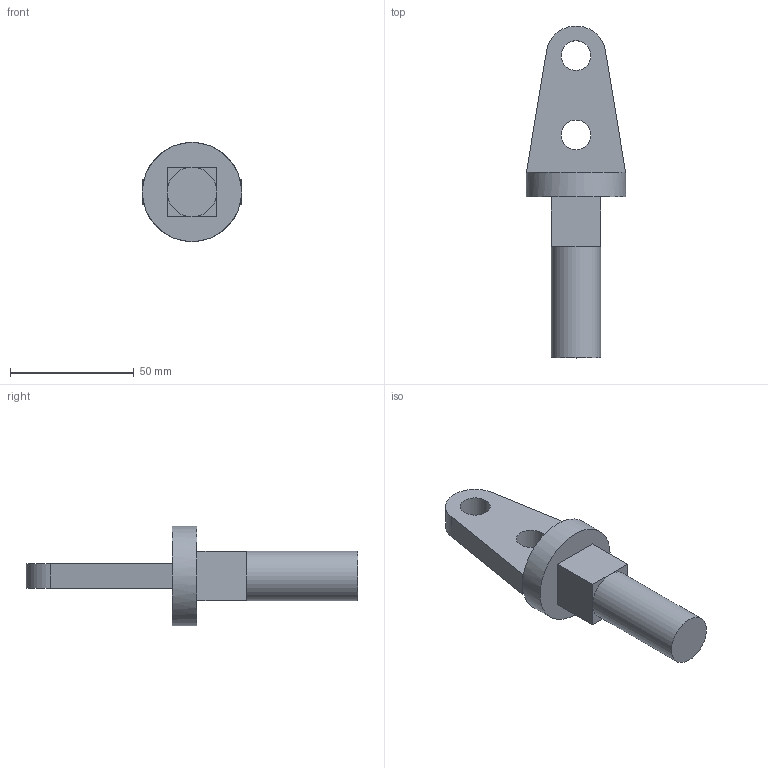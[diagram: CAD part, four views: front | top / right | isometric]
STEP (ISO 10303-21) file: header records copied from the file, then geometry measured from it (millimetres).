
FILE_DESCRIPTION(/* description */ (''),/* implementation_level */ '2;1');
FILE_NAME(/* name */ 'rams5v1.step',/* time_stamp */ '2022-07-14T23:08:49+05:30',/* author */ (''),/* organization */ (''),/* preprocessor_version */ 'ST-DEVELOPER v19',/* originating_system */ 'Autodesk Translation Framework v11.7.0.108',/* authorisation */ '');
FILE_SCHEMA (('AUTOMOTIVE_DESIGN { 1 0 10303 214 3 1 1 }'));
Length unit declared in the file: millimetre
Products named in the file (2): Ramsbottom; ramsbottom valve prt
Assembly tree (1 placements, depth 2):
  Ramsbottom
    ramsbottom valve prt
Bounding box: 40 x 133.96 x 40 mm (x, y, z)
Volume: 49823.5 mm3; surface area: 12914.1 mm2
Topology: 1 solids, 1 shells, 25 faces, 55 edges, 33 vertices
Faces by surface type: plane 20, cylinder 5
Full cylindrical faces by diameter (mm): 12 x2, 20 x1, 40 x1
Entity records: 741 total; most frequent: DIRECTION 130, CARTESIAN_POINT 116, ORIENTED_EDGE 110, EDGE_CURVE 55, AXIS2_PLACEMENT_3D 47, LINE 36, VECTOR 36, VERTEX_POINT 33
